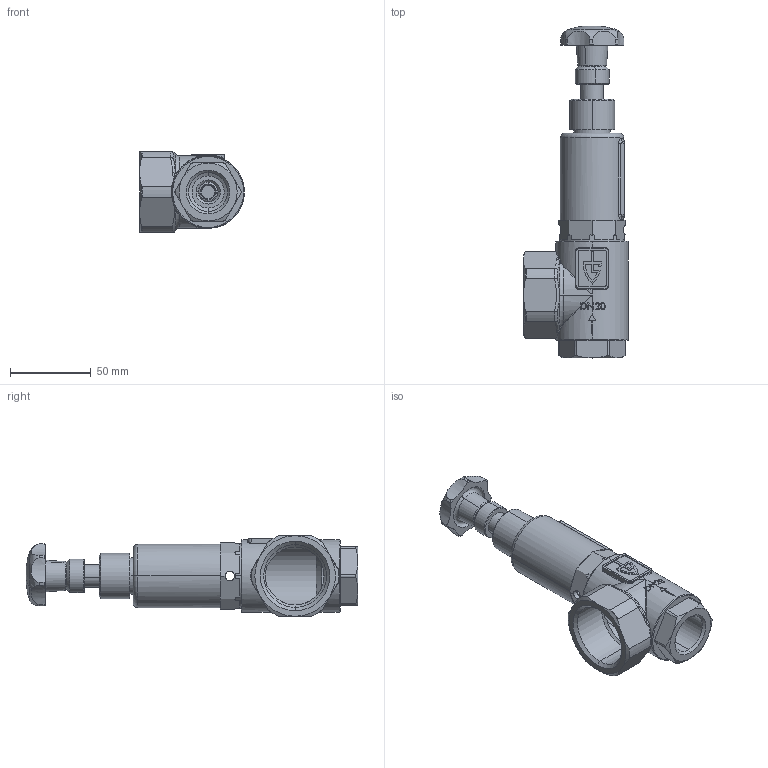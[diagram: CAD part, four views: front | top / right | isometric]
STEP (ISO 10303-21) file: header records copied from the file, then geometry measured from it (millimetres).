
FILE_DESCRIPTION (( 'STEP AP214' ), '1' );
FILE_NAME ('853 - 20 Dummy.STEP', '2012-08-08T08:55:55', ( 'Blankenhorn' ), ( '' ), 'SwSTEP 2.0', 'SolidWorks 2011', '' );
FILE_SCHEMA (( 'AUTOMOTIVE_DESIGN' ));
Length unit declared in the file: millimetre
Products named in the file (1): 853 - 20 Dummy
Bounding box: 65 x 205.95 x 50 mm (x, y, z)
Volume: 114828.2 mm3; surface area: 62294.8 mm2
Topology: 7 solids, 7 shells, 603 faces, 1530 edges, 947 vertices
Faces by surface type: plane 180, cylinder 148, bspline 143, cone 89, torus 40, sphere 3
Entity records: 30993 total; most frequent: CARTESIAN_POINT 11063, ORIENTED_EDGE 3034, DIRECTION 2427, EDGE_CURVE 1517, AXIS2_PLACEMENT_3D 947, VERTEX_POINT 947, EDGE_LOOP 640, UNCERTAINTY_MEASURE_WITH_UNIT 612
